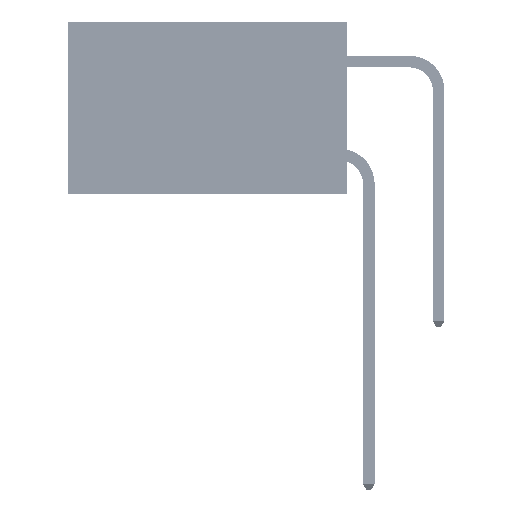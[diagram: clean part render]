
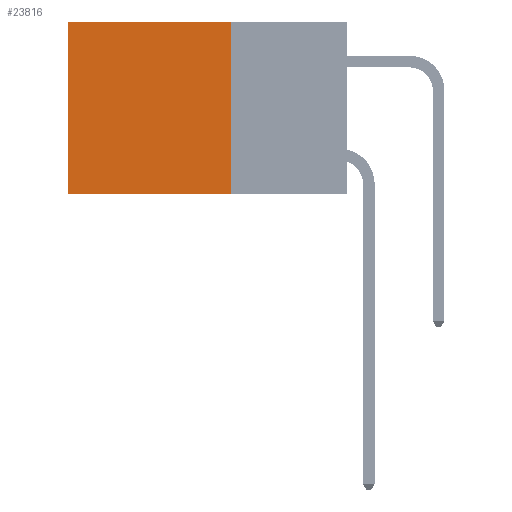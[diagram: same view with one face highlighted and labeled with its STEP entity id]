
A CAD part, left-side view. The second image highlights one B-rep face of the part: STEP entity #23816.
In plain terms, the highlighted planar face has unit normal (-1, 0, 0).
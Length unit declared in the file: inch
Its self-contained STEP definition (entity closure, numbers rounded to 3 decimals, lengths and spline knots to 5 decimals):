
#255 = CARTESIAN_POINT ( 'NONE',  ( 0.2875, 0.25, 0. ) ) ;
#421 = DIRECTION ( 'NONE',  ( 0., 0., -1. ) ) ;
#795 = LINE ( 'NONE', #7464, #39705 ) ;
#1316 = LINE ( 'NONE', #43828, #32660 ) ;
#1558 = CARTESIAN_POINT ( 'NONE',  ( 0.2875, 0.25, 0. ) ) ;
#2469 = VERTEX_POINT ( 'NONE', #43640 ) ;
#7464 = CARTESIAN_POINT ( 'NONE',  ( 0.2875, 0.6, 0. ) ) ;
#8225 = EDGE_CURVE ( 'NONE', #16615, #14484, #1316, .T. ) ;
#8257 = ORIENTED_EDGE ( 'NONE', *, *, #40165, .T. ) ;
#8562 = DIRECTION ( 'NONE',  ( 0., 1., 0. ) ) ;
#8708 = ORIENTED_EDGE ( 'NONE', *, *, #32392, .T. ) ;
#9013 = CARTESIAN_POINT ( 'NONE',  ( 0.2875, 0.25, -0.37 ) ) ;
#10018 = DIRECTION ( 'NONE',  ( 0., 1., 0. ) ) ;
#12730 = CARTESIAN_POINT ( 'NONE',  ( 0.2875, 0.25, 0. ) ) ;
#13303 = ORIENTED_EDGE ( 'NONE', *, *, #21692, .F. ) ;
#13579 = CARTESIAN_POINT ( 'NONE',  ( 0.2875, 0.25, -0.37 ) ) ;
#14484 = VERTEX_POINT ( 'NONE', #9013 ) ;
#15677 = DIRECTION ( 'NONE',  ( 1., 0., 0. ) ) ;
#16615 = VERTEX_POINT ( 'NONE', #12730 ) ;
#19272 = CARTESIAN_POINT ( 'NONE',  ( 0.2875, 0.6, 0. ) ) ;
#20428 = LINE ( 'NONE', #13579, #27982 ) ;
#21692 = EDGE_CURVE ( 'NONE', #14484, #2469, #20428, .T. ) ;
#23816 = ADVANCED_FACE ( 'NONE', ( #32349 ), #44983, .F. ) ;
#27982 = VECTOR ( 'NONE', #10018, 39.37008 ) ;
#30178 = EDGE_LOOP ( 'NONE', ( #8257, #13303, #46665, #8708 ) ) ;
#32349 = FACE_OUTER_BOUND ( 'NONE', #30178, .T. ) ;
#32392 = EDGE_CURVE ( 'NONE', #16615, #45271, #44032, .T. ) ;
#32660 = VECTOR ( 'NONE', #36274, 39.37008 ) ;
#33096 = DIRECTION ( 'NONE',  ( 0., 0., -1. ) ) ;
#34087 = VECTOR ( 'NONE', #8562, 39.37008 ) ;
#36274 = DIRECTION ( 'NONE',  ( 0., 0., -1. ) ) ;
#39705 = VECTOR ( 'NONE', #33096, 39.37008 ) ;
#40165 = EDGE_CURVE ( 'NONE', #45271, #2469, #795, .T. ) ;
#42179 = AXIS2_PLACEMENT_3D ( 'NONE', #255, #15677, #421 ) ;
#43640 = CARTESIAN_POINT ( 'NONE',  ( 0.2875, 0.6, -0.37 ) ) ;
#43828 = CARTESIAN_POINT ( 'NONE',  ( 0.2875, 0.25, 0. ) ) ;
#44032 = LINE ( 'NONE', #1558, #34087 ) ;
#44983 = PLANE ( 'NONE',  #42179 ) ;
#45271 = VERTEX_POINT ( 'NONE', #19272 ) ;
#46665 = ORIENTED_EDGE ( 'NONE', *, *, #8225, .F. ) ;
